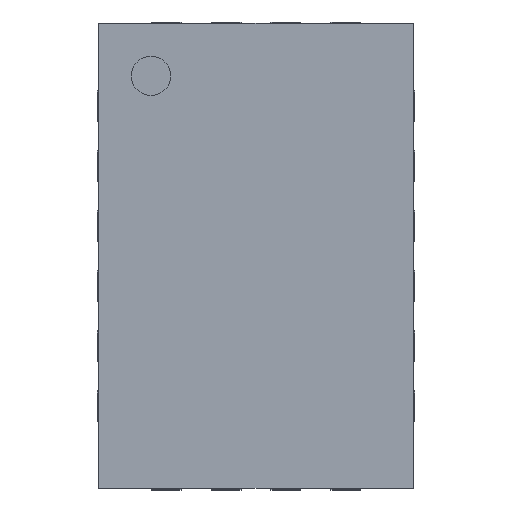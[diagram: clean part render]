
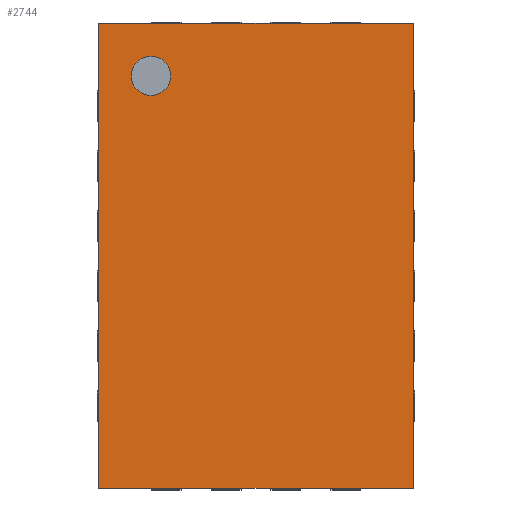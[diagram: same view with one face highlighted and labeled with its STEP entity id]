
A CAD part, top view. The second image highlights one B-rep face of the part: STEP entity #2744.
In plain terms, the highlighted planar face has unit normal (0, 0, 1).
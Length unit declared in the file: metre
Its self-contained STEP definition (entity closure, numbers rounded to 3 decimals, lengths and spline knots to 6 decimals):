
#50=LINE('',#4108,#422);
#55=LINE('',#4120,#427);
#57=LINE('',#4123,#429);
#58=LINE('',#4125,#430);
#422=VECTOR('',#3347,1.);
#427=VECTOR('',#3354,1.);
#429=VECTOR('',#3358,1.);
#430=VECTOR('',#3359,1.);
#887=ORIENTED_EDGE('',*,*,#1611,.F.);
#888=ORIENTED_EDGE('',*,*,#1616,.T.);
#889=ORIENTED_EDGE('',*,*,#1618,.T.);
#890=ORIENTED_EDGE('',*,*,#1619,.F.);
#891=ORIENTED_EDGE('',*,*,#1620,.F.);
#1611=EDGE_CURVE('',#1981,#1982,#50,.T.);
#1616=EDGE_CURVE('',#1981,#1986,#55,.T.);
#1618=EDGE_CURVE('',#1986,#1987,#57,.T.);
#1619=EDGE_CURVE('',#1982,#1987,#58,.T.);
#1620=EDGE_CURVE('',#1988,#1988,#2221,.T.);
#1981=VERTEX_POINT('',#4109);
#1982=VERTEX_POINT('',#4110);
#1986=VERTEX_POINT('',#4119);
#1987=VERTEX_POINT('',#4124);
#1988=VERTEX_POINT('',#4127);
#2221=CIRCLE('',#3121,0.000131);
#2234=EDGE_LOOP('',(#887,#888,#889,#890));
#2235=EDGE_LOOP('',(#891));
#2405=FACE_BOUND('',#2234,.T.);
#2406=FACE_BOUND('',#2235,.T.);
#2576=PLANE('',#3120);
#2744=ADVANCED_FACE('',(#2405,#2406),#2576,.T.);
#3120=AXIS2_PLACEMENT_3D('',#4122,#3356,#3357);
#3121=AXIS2_PLACEMENT_3D('',#4126,#3360,#3361);
#3347=DIRECTION('',(0.,1.,0.));
#3354=DIRECTION('',(1.,0.,0.));
#3356=DIRECTION('',(0.,0.,1.));
#3357=DIRECTION('',(1.,0.,0.));
#3358=DIRECTION('',(0.,1.,0.));
#3359=DIRECTION('',(1.,0.,0.));
#3360=DIRECTION('',(0.,0.,1.));
#3361=DIRECTION('',(1.,0.,0.));
#4108=CARTESIAN_POINT('',(-0.00105,-0.00155,0.00055));
#4109=CARTESIAN_POINT('',(-0.00105,-0.00155,0.00055));
#4110=CARTESIAN_POINT('',(-0.00105,0.00155,0.00055));
#4119=CARTESIAN_POINT('',(0.00105,-0.00155,0.00055));
#4120=CARTESIAN_POINT('',(-0.00105,-0.00155,0.00055));
#4122=CARTESIAN_POINT('',(-0.00105,-0.00155,0.00055));
#4123=CARTESIAN_POINT('',(0.00105,-0.00155,0.00055));
#4124=CARTESIAN_POINT('',(0.00105,0.00155,0.00055));
#4125=CARTESIAN_POINT('',(-0.00105,0.00155,0.00055));
#4126=CARTESIAN_POINT('',(-0.0007,0.0012,0.00055));
#4127=CARTESIAN_POINT('',(-0.000569,0.0012,0.00055));
